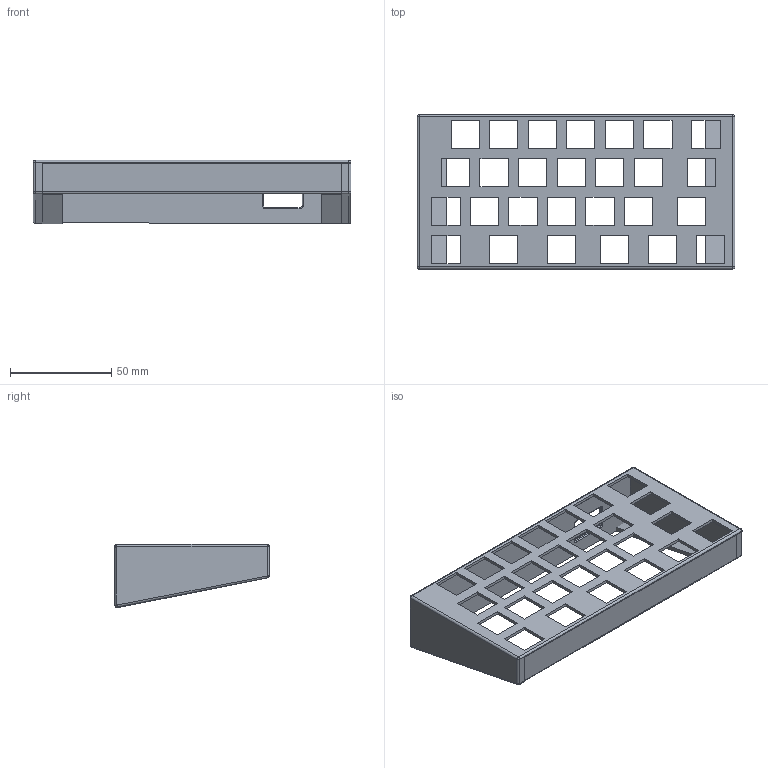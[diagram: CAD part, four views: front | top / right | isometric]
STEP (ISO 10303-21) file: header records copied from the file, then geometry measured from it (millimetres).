
FILE_DESCRIPTION(/* description */ (''),/* implementation_level */ '2;1');
FILE_NAME(/* name */ 'TeknoBoard V3_1 v2.step',/* time_stamp */ '2021-04-07T02:00:46+03:00',/* author */ (''),/* organization */ (''),/* preprocessor_version */ 'ST-DEVELOPER v18.1',/* originating_system */ 'Autodesk Translation Framework v9.10.0.1330',/* authorisation */ '');
FILE_SCHEMA (('AUTOMOTIVE_DESIGN { 1 0 10303 214 3 1 1 }'));
Length unit declared in the file: millimetre
Products named in the file (1): TeknoBoard V3_1
Bounding box: 157.16 x 76.2 x 31.37 mm (x, y, z)
Volume: 41036.1 mm3; surface area: 41102.4 mm2
Topology: 5 solids, 5 shells, 197 faces, 518 edges, 331 vertices
Faces by surface type: plane 150, cylinder 31, sphere 8, torus 8
Entity records: 6100 total; most frequent: CARTESIAN_POINT 1047, ORIENTED_EDGE 1036, DIRECTION 985, EDGE_CURVE 518, LINE 447, VECTOR 447, VERTEX_POINT 331, AXIS2_PLACEMENT_3D 269
